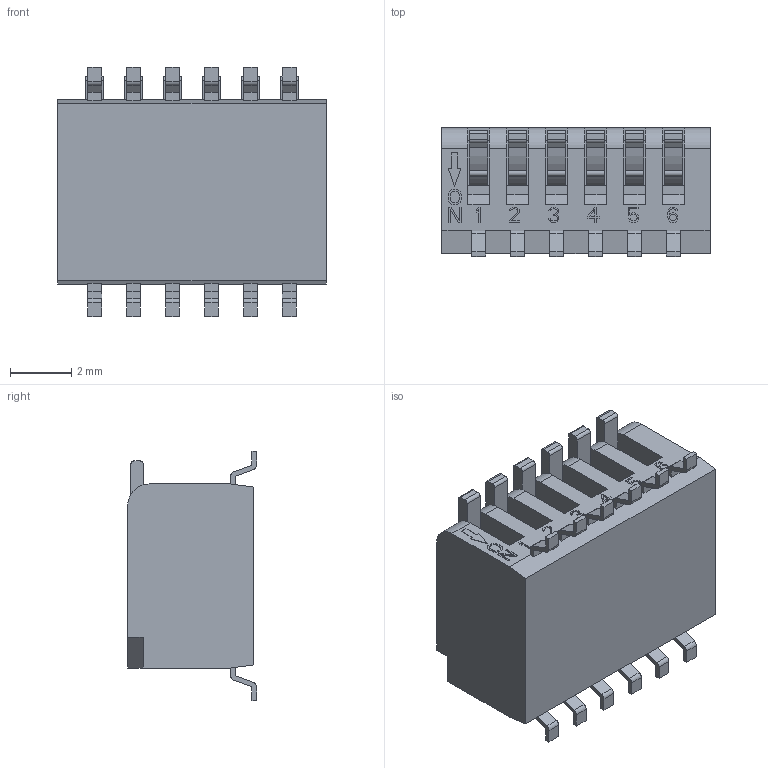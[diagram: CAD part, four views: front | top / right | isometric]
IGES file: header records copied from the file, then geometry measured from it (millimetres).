
Start section:  PTC IGES file: khp-6p.igs
Global section: file name: khp-6p.igs; native system: Pro/ENGINEER by Parametric Technology Corporation; preprocessor: 2010180; author: user; organization: Unknown; date: 20111017.162406; units: millimetre
Bounding box: 8.75 x 4.21 x 8.12 mm (x, y, z)
Surface area: 506.2 mm2 (no closed solid volume)
Topology: 0 solids, 0 shells, 909 faces, 5244 edges, 5244 vertices
Faces by surface type: bspline 828, revolution 81
